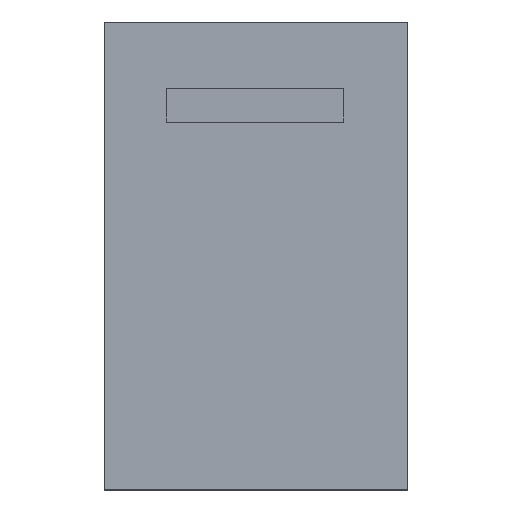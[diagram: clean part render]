
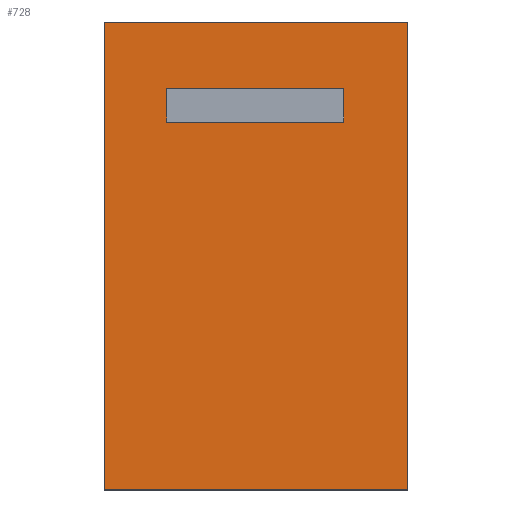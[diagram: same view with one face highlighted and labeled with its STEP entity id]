
A CAD part, top view. The second image highlights one B-rep face of the part: STEP entity #728.
In plain terms, the highlighted planar face has unit normal (0, 0, 1).
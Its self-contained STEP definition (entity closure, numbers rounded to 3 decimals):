
#599 = VERTEX_POINT('',#600);
#600 = CARTESIAN_POINT('',(4.6,7.1,5.));
#606 = EDGE_CURVE('',#599,#607,#609,.T.);
#607 = VERTEX_POINT('',#608);
#608 = CARTESIAN_POINT('',(4.6,-7.1,5.));
#609 = LINE('',#610,#611);
#610 = CARTESIAN_POINT('',(4.6,7.1,5.));
#611 = VECTOR('',#612,1.);
#612 = DIRECTION('',(0.,-1.,0.));
#637 = EDGE_CURVE('',#607,#638,#640,.T.);
#638 = VERTEX_POINT('',#639);
#639 = CARTESIAN_POINT('',(-4.6,-7.1,5.));
#640 = LINE('',#641,#642);
#641 = CARTESIAN_POINT('',(4.6,-7.1,5.));
#642 = VECTOR('',#643,1.);
#643 = DIRECTION('',(-1.,0.,0.));
#668 = EDGE_CURVE('',#638,#669,#671,.T.);
#669 = VERTEX_POINT('',#670);
#670 = CARTESIAN_POINT('',(-4.6,7.1,5.));
#671 = LINE('',#672,#673);
#672 = CARTESIAN_POINT('',(-4.6,-7.1,5.));
#673 = VECTOR('',#674,1.);
#674 = DIRECTION('',(0.,1.,0.));
#699 = EDGE_CURVE('',#669,#599,#700,.T.);
#700 = LINE('',#701,#702);
#701 = CARTESIAN_POINT('',(-4.6,7.1,5.));
#702 = VECTOR('',#703,1.);
#703 = DIRECTION('',(1.,0.,0.));
#728 = ADVANCED_FACE('',(#729),#735,.T.);
#729 = FACE_BOUND('',#730,.F.);
#730 = EDGE_LOOP('',(#731,#732,#733,#734));
#731 = ORIENTED_EDGE('',*,*,#606,.T.);
#732 = ORIENTED_EDGE('',*,*,#637,.T.);
#733 = ORIENTED_EDGE('',*,*,#668,.T.);
#734 = ORIENTED_EDGE('',*,*,#699,.T.);
#735 = PLANE('',#736);
#736 = AXIS2_PLACEMENT_3D('',#737,#738,#739);
#737 = CARTESIAN_POINT('',(4.6,7.1,5.));
#738 = DIRECTION('',(0.,0.,1.));
#739 = DIRECTION('',(0.,-1.,0.));
